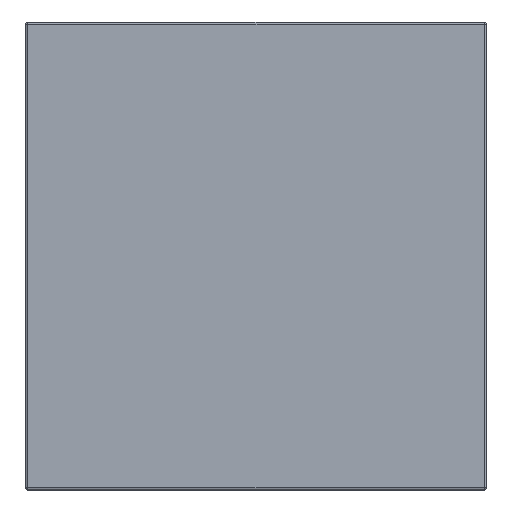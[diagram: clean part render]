
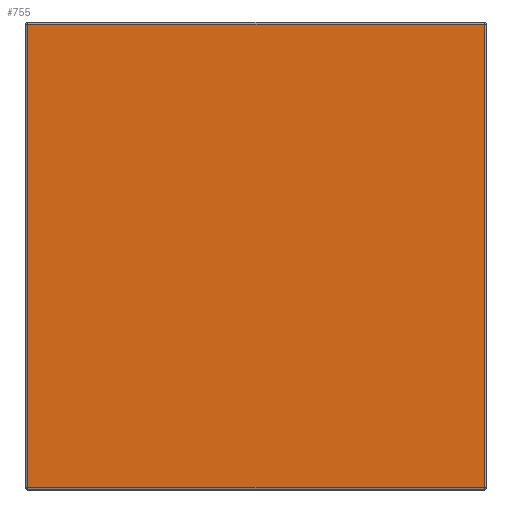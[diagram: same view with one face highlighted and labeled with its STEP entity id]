
A CAD part, left-side view. The second image highlights one B-rep face of the part: STEP entity #755.
In plain terms, the highlighted planar face has unit normal (-1, 0, 0).
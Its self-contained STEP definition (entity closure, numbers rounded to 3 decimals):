
#60 = DIRECTION ( 'NONE',  ( 0., 0., -1. ) ) ;
#118 = FACE_OUTER_BOUND ( 'NONE', #451, .T. ) ;
#215 = CARTESIAN_POINT ( 'NONE',  ( 0., 0.01, -2.02 ) ) ;
#241 = CARTESIAN_POINT ( 'NONE',  ( 0., 1.99, -2.02 ) ) ;
#280 = VECTOR ( 'NONE', #1200, 1000. ) ;
#294 = LINE ( 'NONE', #1088, #1338 ) ;
#322 = EDGE_CURVE ( 'NONE', #1559, #1304, #1604, .T. ) ;
#358 = DIRECTION ( 'NONE',  ( 1., 0., 0. ) ) ;
#408 = ORIENTED_EDGE ( 'NONE', *, *, #932, .F. ) ;
#441 = LINE ( 'NONE', #1968, #280 ) ;
#451 = EDGE_LOOP ( 'NONE', ( #1878, #635, #1832, #408 ) ) ;
#570 = CARTESIAN_POINT ( 'NONE',  ( 0., 2., -2.02 ) ) ;
#635 = ORIENTED_EDGE ( 'NONE', *, *, #322, .F. ) ;
#755 = ADVANCED_FACE ( 'NONE', ( #118 ), #1124, .F. ) ;
#932 = EDGE_CURVE ( 'NONE', #1525, #1851, #294, .T. ) ;
#999 = CARTESIAN_POINT ( 'NONE',  ( 0., 1.99, -2.03 ) ) ;
#1008 = CARTESIAN_POINT ( 'NONE',  ( 0., 0.01, -0.01 ) ) ;
#1088 = CARTESIAN_POINT ( 'NONE',  ( 0., 0.01, 0. ) ) ;
#1124 = PLANE ( 'NONE',  #1645 ) ;
#1130 = CARTESIAN_POINT ( 'NONE',  ( 0., 2., 0. ) ) ;
#1200 = DIRECTION ( 'NONE',  ( 0., -1., 0. ) ) ;
#1304 = VERTEX_POINT ( 'NONE', #1308 ) ;
#1308 = CARTESIAN_POINT ( 'NONE',  ( 0., 1.99, -0.01 ) ) ;
#1338 = VECTOR ( 'NONE', #60, 1000. ) ;
#1347 = EDGE_CURVE ( 'NONE', #1851, #1559, #1787, .T. ) ;
#1350 = DIRECTION ( 'NONE',  ( 0., 1., 0. ) ) ;
#1445 = EDGE_CURVE ( 'NONE', #1304, #1525, #441, .T. ) ;
#1525 = VERTEX_POINT ( 'NONE', #1008 ) ;
#1542 = DIRECTION ( 'NONE',  ( 0., 0., 1. ) ) ;
#1557 = VECTOR ( 'NONE', #1542, 1000. ) ;
#1559 = VERTEX_POINT ( 'NONE', #241 ) ;
#1604 = LINE ( 'NONE', #999, #1557 ) ;
#1621 = VECTOR ( 'NONE', #1350, 1000. ) ;
#1645 = AXIS2_PLACEMENT_3D ( 'NONE', #1130, #358, #1761 ) ;
#1761 = DIRECTION ( 'NONE',  ( 0., 0., -1. ) ) ;
#1787 = LINE ( 'NONE', #570, #1621 ) ;
#1832 = ORIENTED_EDGE ( 'NONE', *, *, #1347, .F. ) ;
#1851 = VERTEX_POINT ( 'NONE', #215 ) ;
#1878 = ORIENTED_EDGE ( 'NONE', *, *, #1445, .F. ) ;
#1968 = CARTESIAN_POINT ( 'NONE',  ( 0., 2., -0.01 ) ) ;
